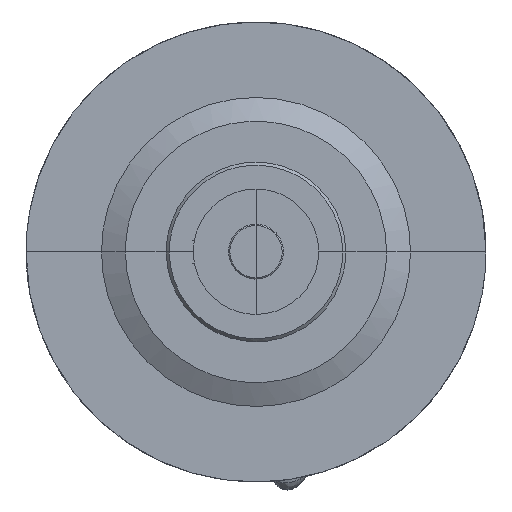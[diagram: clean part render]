
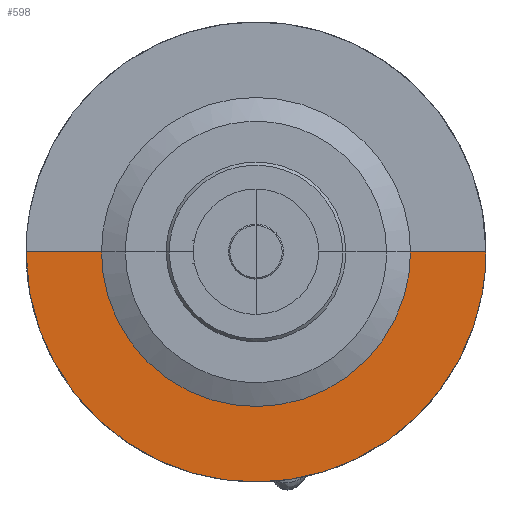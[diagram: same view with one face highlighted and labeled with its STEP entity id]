
A CAD part, top view. The second image highlights one B-rep face of the part: STEP entity #598.
In plain terms, the highlighted free-form (B-spline) face has degree [1, 2] with [2, 5] control points.
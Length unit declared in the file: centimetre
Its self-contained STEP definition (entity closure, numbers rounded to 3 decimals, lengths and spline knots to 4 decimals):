
#99=(
BOUNDED_SURFACE()
B_SPLINE_SURFACE(1,2,((#25998,#25999,#26000,#26001,#26002),(#26003,#26004,
#26005,#26006,#26007)),.UNSPECIFIED.,.F.,.F.,.F.)
B_SPLINE_SURFACE_WITH_KNOTS((2,2),(3,2,3),(38.0066,56.057),
(3.1416,4.7124,6.2832),.UNSPECIFIED.)
GEOMETRIC_REPRESENTATION_ITEM()
RATIONAL_B_SPLINE_SURFACE(((1.,0.707,1.,0.707,1.),
(1.,0.707,1.,0.707,1.)))
REPRESENTATION_ITEM('')
SURFACE()
);
#306=(
BOUNDED_CURVE()
B_SPLINE_CURVE(1,(#25724,#25725),.UNSPECIFIED.,.F.,.F.)
B_SPLINE_CURVE_WITH_KNOTS((2,2),(38.0066,56.057),.UNSPECIFIED.)
CURVE()
GEOMETRIC_REPRESENTATION_ITEM()
RATIONAL_B_SPLINE_CURVE((1.,1.))
REPRESENTATION_ITEM('')
);
#308=(
BOUNDED_CURVE()
B_SPLINE_CURVE(1,(#25731,#25732),.UNSPECIFIED.,.F.,.F.)
B_SPLINE_CURVE_WITH_KNOTS((2,2),(-56.057,-38.0066),.UNSPECIFIED.)
CURVE()
GEOMETRIC_REPRESENTATION_ITEM()
RATIONAL_B_SPLINE_CURVE((1.,1.))
REPRESENTATION_ITEM('')
);
#315=(
BOUNDED_CURVE()
B_SPLINE_CURVE(2,(#25775,#25776,#25777,#25778,#25779),.UNSPECIFIED.,.F.,
.F.)
B_SPLINE_CURVE_WITH_KNOTS((3,2,3),(3.1416,4.7124,6.2832),
.UNSPECIFIED.)
CURVE()
GEOMETRIC_REPRESENTATION_ITEM()
RATIONAL_B_SPLINE_CURVE((1.,0.707,1.,0.707,1.))
REPRESENTATION_ITEM('')
);
#316=(
BOUNDED_CURVE()
B_SPLINE_CURVE(2,(#25780,#25781,#25782,#25783,#25784),.UNSPECIFIED.,.F.,
.F.)
B_SPLINE_CURVE_WITH_KNOTS((3,2,3),(3.1416,4.7124,6.2832),
.UNSPECIFIED.)
CURVE()
GEOMETRIC_REPRESENTATION_ITEM()
RATIONAL_B_SPLINE_CURVE((1.,0.707,1.,0.707,1.))
REPRESENTATION_ITEM('')
);
#598=ADVANCED_FACE('',(#849),#99,.T.);
#849=FACE_OUTER_BOUND('',#1116,.T.);
#1116=EDGE_LOOP('',(#2131,#2132,#2133,#2134));
#2131=ORIENTED_EDGE('',*,*,#3033,.F.);
#2132=ORIENTED_EDGE('',*,*,#3041,.T.);
#2133=ORIENTED_EDGE('',*,*,#3031,.F.);
#2134=ORIENTED_EDGE('',*,*,#3040,.F.);
#3031=EDGE_CURVE('',#3620,#3622,#306,.T.);
#3033=EDGE_CURVE('',#3623,#3621,#308,.T.);
#3040=EDGE_CURVE('',#3621,#3620,#315,.T.);
#3041=EDGE_CURVE('',#3623,#3622,#316,.T.);
#3620=VERTEX_POINT('',#26034);
#3621=VERTEX_POINT('',#26035);
#3622=VERTEX_POINT('',#26036);
#3623=VERTEX_POINT('',#26037);
#25724=CARTESIAN_POINT('',(36.9455,0.1569,-40.0666));
#25725=CARTESIAN_POINT('',(54.9959,0.1569,-40.0666));
#25731=CARTESIAN_POINT('',(-54.9959,0.1569,-40.0666));
#25732=CARTESIAN_POINT('',(-36.9455,0.1569,-40.0666));
#25775=CARTESIAN_POINT('',(-36.9455,0.1569,-40.0666));
#25776=CARTESIAN_POINT('',(-36.9455,-36.7886,-40.0666));
#25777=CARTESIAN_POINT('',(0.,-36.7886,-40.0666));
#25778=CARTESIAN_POINT('',(36.9455,-36.7886,-40.0666));
#25779=CARTESIAN_POINT('',(36.9455,0.1569,-40.0666));
#25780=CARTESIAN_POINT('',(-54.9959,0.1569,-40.0666));
#25781=CARTESIAN_POINT('',(-54.9958,-54.8389,-40.0666));
#25782=CARTESIAN_POINT('',(0.,-54.8389,-40.0666));
#25783=CARTESIAN_POINT('',(54.9959,-54.8389,-40.0666));
#25784=CARTESIAN_POINT('',(54.9959,0.1569,-40.0666));
#25998=CARTESIAN_POINT('',(-36.9455,0.1569,-40.0666));
#25999=CARTESIAN_POINT('',(-36.9455,-36.7886,-40.0666));
#26000=CARTESIAN_POINT('',(0.,-36.7886,-40.0666));
#26001=CARTESIAN_POINT('',(36.9455,-36.7886,-40.0666));
#26002=CARTESIAN_POINT('',(36.9455,0.1569,-40.0666));
#26003=CARTESIAN_POINT('',(-54.9959,0.1569,-40.0666));
#26004=CARTESIAN_POINT('',(-54.9959,-54.8389,-40.0666));
#26005=CARTESIAN_POINT('',(0.,-54.8389,-40.0666));
#26006=CARTESIAN_POINT('',(54.9959,-54.8389,-40.0666));
#26007=CARTESIAN_POINT('',(54.9959,0.1569,-40.0666));
#26034=CARTESIAN_POINT('',(36.9455,0.1569,-40.0666));
#26035=CARTESIAN_POINT('',(-36.9455,0.1569,-40.0666));
#26036=CARTESIAN_POINT('',(54.9959,0.1569,-40.0666));
#26037=CARTESIAN_POINT('',(-54.9959,0.1569,-40.0666));
